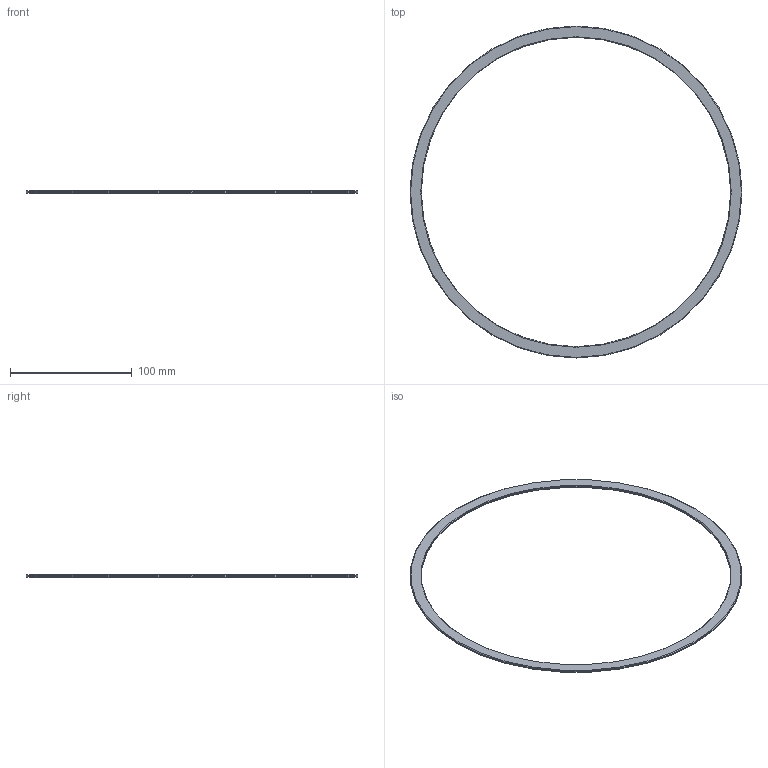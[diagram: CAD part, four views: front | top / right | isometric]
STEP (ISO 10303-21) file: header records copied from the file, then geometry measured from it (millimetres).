
FILE_DESCRIPTION(/* description */ (''),/* implementation_level */ '2;1');
FILE_NAME(/* name */ '302559 CU250.stp',/* time_stamp */ '2023-02-08T12:57:39+01:00',/* author */ ('prokope'),/* organization */ (''),/* preprocessor_version */ 'ST-DEVELOPER v18.1',/* originating_system */ 'Autodesk Inventor 2020',/* authorisation */ '');
FILE_SCHEMA (('AUTOMOTIVE_DESIGN { 1 0 10303 214 3 1 1 }'));
Length unit declared in the file: millimetre
Products named in the file (2): Baugruppe5; 20000001486
Assembly tree (1 placements, depth 2):
  Baugruppe5
    20000001486
Bounding box: 272.87 x 272.87 x 2 mm (x, y, z)
Volume: 15043.3 mm3; surface area: 17799 mm2
Topology: 1 solids, 1 shells, 8 faces, 14 edges, 8 vertices
Faces by surface type: cone 4, plane 2, cylinder 2
Full cylindrical faces by diameter (mm): 254.2 x1, 272.87 x1
Entity records: 267 total; most frequent: DIRECTION 44, CARTESIAN_POINT 33, ORIENTED_EDGE 28, AXIS2_PLACEMENT_3D 19, EDGE_CURVE 14, EDGE_LOOP 10, STYLED_ITEM 9, FACE_OUTER_BOUND 8
